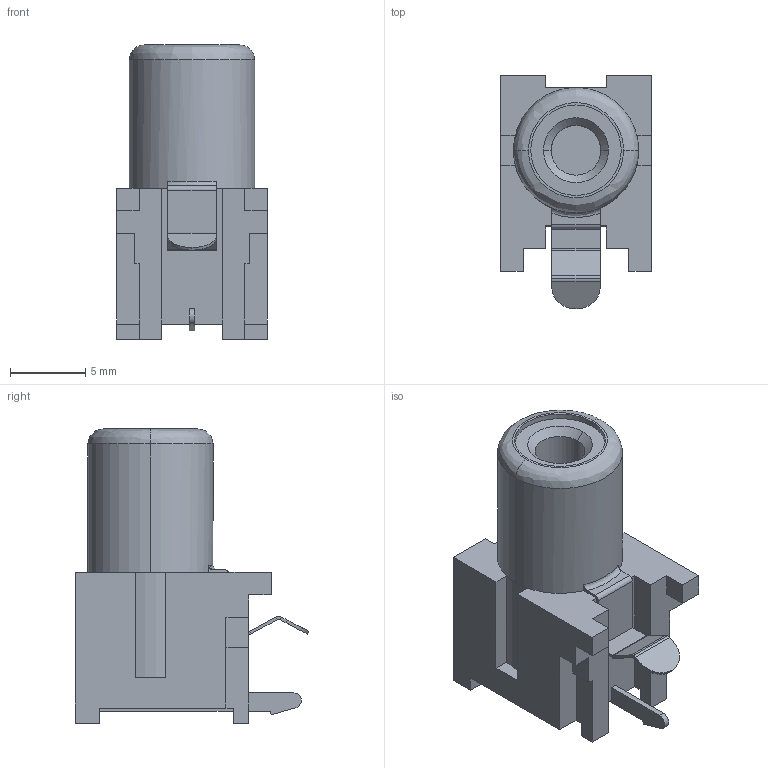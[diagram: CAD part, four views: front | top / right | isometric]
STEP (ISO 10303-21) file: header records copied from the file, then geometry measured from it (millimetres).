
FILE_DESCRIPTION (( 'STEP AP214' ), '1' );
FILE_NAME ('RCJ-041.STEP', '2019-06-13T08:11:38', ( '' ), ( '' ), 'SwSTEP 2.0', 'SolidWorks 2017', '' );
FILE_SCHEMA (( 'AUTOMOTIVE_DESIGN' ));
Length unit declared in the file: millimetre
Products named in the file (1): RCJ-041
Bounding box: 10 x 15.5 x 19.5 mm (x, y, z)
Volume: 1347.7 mm3; surface area: 2044.8 mm2
Topology: 4 solids, 4 shells, 110 faces, 281 edges, 182 vertices
Faces by surface type: plane 80, cylinder 25, bspline 3, cone 2
Entity records: 3411 total; most frequent: CARTESIAN_POINT 651, ORIENTED_EDGE 562, DIRECTION 548, EDGE_CURVE 281, VECTOR 220, LINE 220, VERTEX_POINT 182, AXIS2_PLACEMENT_3D 164
